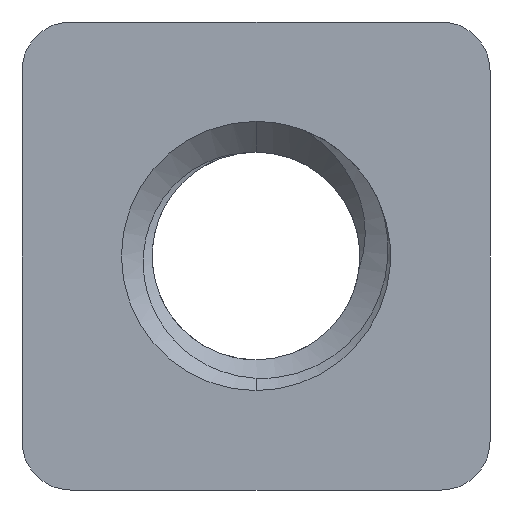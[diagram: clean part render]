
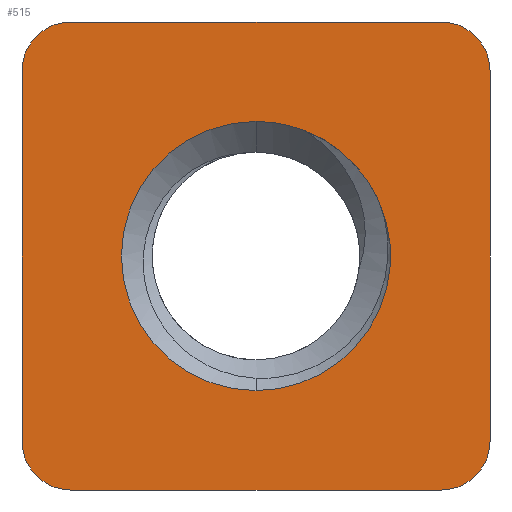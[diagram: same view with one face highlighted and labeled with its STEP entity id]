
A CAD part, front view. The second image highlights one B-rep face of the part: STEP entity #515.
In plain terms, the highlighted planar face has unit normal (0, -1, 0).
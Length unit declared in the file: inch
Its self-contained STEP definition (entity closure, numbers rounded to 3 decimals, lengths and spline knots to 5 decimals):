
#6 = CARTESIAN_POINT ( 'NONE',  ( 0., 0., 0. ) ) ;
#8 = CARTESIAN_POINT ( 'NONE',  ( -0.12, 0., 0.095 ) ) ;
#9 = VECTOR ( 'NONE', #959, 39.37008 ) ;
#46 = LINE ( 'NONE', #224, #412 ) ;
#106 = CIRCLE ( 'NONE', #1506, 0.069 ) ;
#114 = ORIENTED_EDGE ( 'NONE', *, *, #2185, .T. ) ;
#160 = LINE ( 'NONE', #2188, #9 ) ;
#171 = ORIENTED_EDGE ( 'NONE', *, *, #1106, .T. ) ;
#175 = CIRCLE ( 'NONE', #465, 0.025 ) ;
#179 = CARTESIAN_POINT ( 'NONE',  ( 0., 0., 0. ) ) ;
#188 = DIRECTION ( 'NONE',  ( 0., -1., 0. ) ) ;
#215 = AXIS2_PLACEMENT_3D ( 'NONE', #1124, #1492, #757 ) ;
#224 = CARTESIAN_POINT ( 'NONE',  ( 0.12, 0., 0.12 ) ) ;
#253 = VERTEX_POINT ( 'NONE', #868 ) ;
#321 = EDGE_CURVE ( 'NONE', #2170, #1010, #2136, .T. ) ;
#337 = DIRECTION ( 'NONE',  ( 0., 0., -1. ) ) ;
#353 = EDGE_CURVE ( 'NONE', #2063, #2170, #106, .T. ) ;
#372 = DIRECTION ( 'NONE',  ( 0., 0., -1. ) ) ;
#374 = CARTESIAN_POINT ( 'NONE',  ( 0., 0., -0.069 ) ) ;
#379 = DIRECTION ( 'NONE',  ( 0., 1., 0. ) ) ;
#412 = VECTOR ( 'NONE', #2211, 39.37008 ) ;
#423 = ORIENTED_EDGE ( 'NONE', *, *, #973, .T. ) ;
#465 = AXIS2_PLACEMENT_3D ( 'NONE', #1635, #188, #2343 ) ;
#473 = DIRECTION ( 'NONE',  ( 0., -1., 0. ) ) ;
#496 = DIRECTION ( 'NONE',  ( 0., 0., -1. ) ) ;
#500 = EDGE_CURVE ( 'NONE', #1010, #1695, #2025, .T. ) ;
#510 = ORIENTED_EDGE ( 'NONE', *, *, #617, .F. ) ;
#515 = ADVANCED_FACE ( 'NONE', ( #2087, #1603 ), #1637, .T. ) ;
#533 = ORIENTED_EDGE ( 'NONE', *, *, #662, .F. ) ;
#554 = DIRECTION ( 'NONE',  ( 0., -1., 0. ) ) ;
#583 = EDGE_CURVE ( 'NONE', #773, #2344, #1137, .T. ) ;
#588 = AXIS2_PLACEMENT_3D ( 'NONE', #1620, #1748, #496 ) ;
#604 = ORIENTED_EDGE ( 'NONE', *, *, #2180, .F. ) ;
#617 = EDGE_CURVE ( 'NONE', #1496, #2344, #46, .T. ) ;
#628 = ORIENTED_EDGE ( 'NONE', *, *, #500, .T. ) ;
#635 = ORIENTED_EDGE ( 'NONE', *, *, #321, .T. ) ;
#641 = VECTOR ( 'NONE', #2296, 39.37008 ) ;
#662 = EDGE_CURVE ( 'NONE', #1257, #253, #160, .T. ) ;
#757 = DIRECTION ( 'NONE',  ( 0., 0., -1. ) ) ;
#773 = VERTEX_POINT ( 'NONE', #793 ) ;
#786 = CARTESIAN_POINT ( 'NONE',  ( -0.12, 0., -0.095 ) ) ;
#793 = CARTESIAN_POINT ( 'NONE',  ( 0.095, 0., -0.12 ) ) ;
#798 = VERTEX_POINT ( 'NONE', #1326 ) ;
#854 = EDGE_CURVE ( 'NONE', #2236, #798, #2187, .T. ) ;
#868 = CARTESIAN_POINT ( 'NONE',  ( 0.095, 0., 0.12 ) ) ;
#882 = LINE ( 'NONE', #898, #1478 ) ;
#898 = CARTESIAN_POINT ( 'NONE',  ( -0.12, 0., -0.12 ) ) ;
#924 = CARTESIAN_POINT ( 'NONE',  ( 0., 0., 0.069 ) ) ;
#926 = DIRECTION ( 'NONE',  ( 0., -1., 0. ) ) ;
#959 = DIRECTION ( 'NONE',  ( 1., 0., 0. ) ) ;
#962 = AXIS2_PLACEMENT_3D ( 'NONE', #1455, #554, #1487 ) ;
#968 = CARTESIAN_POINT ( 'NONE',  ( 0.12, 0., -0.095 ) ) ;
#973 = EDGE_CURVE ( 'NONE', #1496, #253, #175, .T. ) ;
#1010 = VERTEX_POINT ( 'NONE', #924 ) ;
#1034 = DIRECTION ( 'NONE',  ( 0., 0., -1. ) ) ;
#1106 = EDGE_CURVE ( 'NONE', #1695, #2063, #1153, .T. ) ;
#1120 = LINE ( 'NONE', #1727, #641 ) ;
#1124 = CARTESIAN_POINT ( 'NONE',  ( 0.095, 0., -0.095 ) ) ;
#1137 = CIRCLE ( 'NONE', #215, 0.025 ) ;
#1153 = CIRCLE ( 'NONE', #588, 0.069 ) ;
#1175 = CARTESIAN_POINT ( 'NONE',  ( 0.12, 0., 0.095 ) ) ;
#1203 = ORIENTED_EDGE ( 'NONE', *, *, #583, .T. ) ;
#1205 = AXIS2_PLACEMENT_3D ( 'NONE', #2092, #473, #1034 ) ;
#1229 = EDGE_LOOP ( 'NONE', ( #533, #114, #1412, #1473, #604, #1203, #510, #423 ) ) ;
#1257 = VERTEX_POINT ( 'NONE', #1843 ) ;
#1310 = CARTESIAN_POINT ( 'NONE',  ( 0., 0., 0. ) ) ;
#1326 = CARTESIAN_POINT ( 'NONE',  ( -0.095, 0., -0.12 ) ) ;
#1383 = CARTESIAN_POINT ( 'NONE',  ( 0.02457, 0., 0.06448 ) ) ;
#1412 = ORIENTED_EDGE ( 'NONE', *, *, #1740, .F. ) ;
#1427 = DIRECTION ( 'NONE',  ( 0., 0., -1. ) ) ;
#1455 = CARTESIAN_POINT ( 'NONE',  ( -0.095, 0., 0.095 ) ) ;
#1473 = ORIENTED_EDGE ( 'NONE', *, *, #854, .T. ) ;
#1478 = VECTOR ( 'NONE', #2348, 39.37008 ) ;
#1487 = DIRECTION ( 'NONE',  ( 0., 0., -1. ) ) ;
#1492 = DIRECTION ( 'NONE',  ( 0., -1., 0. ) ) ;
#1496 = VERTEX_POINT ( 'NONE', #1175 ) ;
#1506 = AXIS2_PLACEMENT_3D ( 'NONE', #179, #2357, #337 ) ;
#1603 = FACE_OUTER_BOUND ( 'NONE', #1229, .T. ) ;
#1609 = EDGE_LOOP ( 'NONE', ( #171, #2212, #635, #628 ) ) ;
#1620 = CARTESIAN_POINT ( 'NONE',  ( 0., 0., 0. ) ) ;
#1635 = CARTESIAN_POINT ( 'NONE',  ( 0.095, 0., 0.095 ) ) ;
#1637 = PLANE ( 'NONE',  #2201 ) ;
#1671 = AXIS2_PLACEMENT_3D ( 'NONE', #6, #379, #372 ) ;
#1695 = VERTEX_POINT ( 'NONE', #1383 ) ;
#1727 = CARTESIAN_POINT ( 'NONE',  ( -0.12, 0., 0.12 ) ) ;
#1740 = EDGE_CURVE ( 'NONE', #2236, #2118, #1120, .T. ) ;
#1748 = DIRECTION ( 'NONE',  ( 0., 1., 0. ) ) ;
#1795 = CARTESIAN_POINT ( 'NONE',  ( 0., 0., 0. ) ) ;
#1811 = DIRECTION ( 'NONE',  ( 0., 1., 0. ) ) ;
#1843 = CARTESIAN_POINT ( 'NONE',  ( -0.095, 0., 0.12 ) ) ;
#1845 = DIRECTION ( 'NONE',  ( 0., 0., -1. ) ) ;
#1907 = AXIS2_PLACEMENT_3D ( 'NONE', #1795, #1811, #1427 ) ;
#1952 = CIRCLE ( 'NONE', #962, 0.025 ) ;
#2025 = CIRCLE ( 'NONE', #1671, 0.069 ) ;
#2063 = VERTEX_POINT ( 'NONE', #2333 ) ;
#2087 = FACE_BOUND ( 'NONE', #1609, .T. ) ;
#2092 = CARTESIAN_POINT ( 'NONE',  ( -0.095, 0., -0.095 ) ) ;
#2118 = VERTEX_POINT ( 'NONE', #8 ) ;
#2136 = CIRCLE ( 'NONE', #1907, 0.069 ) ;
#2170 = VERTEX_POINT ( 'NONE', #374 ) ;
#2180 = EDGE_CURVE ( 'NONE', #773, #798, #882, .T. ) ;
#2185 = EDGE_CURVE ( 'NONE', #1257, #2118, #1952, .T. ) ;
#2187 = CIRCLE ( 'NONE', #1205, 0.025 ) ;
#2188 = CARTESIAN_POINT ( 'NONE',  ( -0.12, 0., 0.12 ) ) ;
#2201 = AXIS2_PLACEMENT_3D ( 'NONE', #1310, #926, #1845 ) ;
#2211 = DIRECTION ( 'NONE',  ( 0., 0., -1. ) ) ;
#2212 = ORIENTED_EDGE ( 'NONE', *, *, #353, .T. ) ;
#2236 = VERTEX_POINT ( 'NONE', #786 ) ;
#2296 = DIRECTION ( 'NONE',  ( 0., 0., 1. ) ) ;
#2333 = CARTESIAN_POINT ( 'NONE',  ( 0.06299, 0., 0.02816 ) ) ;
#2343 = DIRECTION ( 'NONE',  ( 0., 0., -1. ) ) ;
#2344 = VERTEX_POINT ( 'NONE', #968 ) ;
#2348 = DIRECTION ( 'NONE',  ( -1., 0., 0. ) ) ;
#2357 = DIRECTION ( 'NONE',  ( 0., 1., 0. ) ) ;
